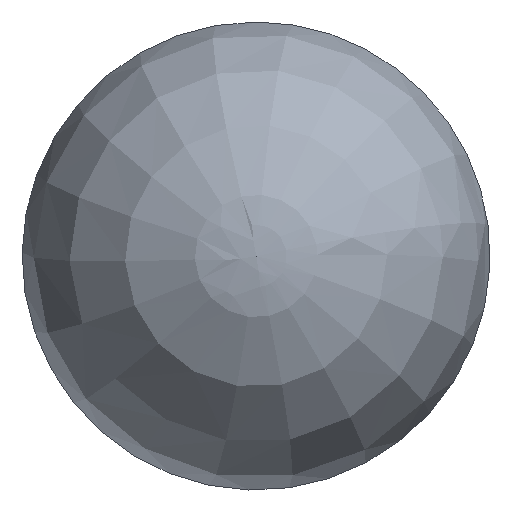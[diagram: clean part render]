
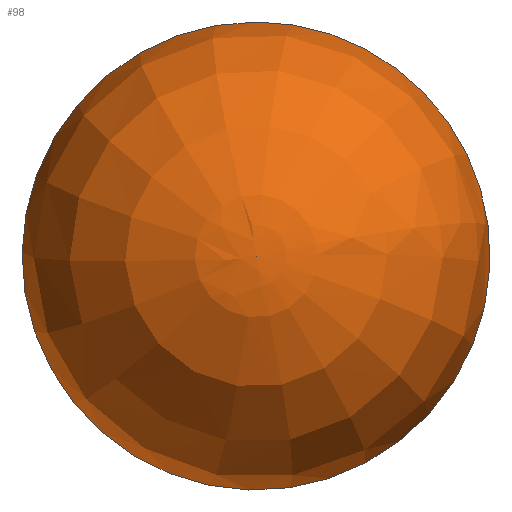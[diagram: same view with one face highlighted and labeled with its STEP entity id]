
A CAD part, left-side view. The second image highlights one B-rep face of the part: STEP entity #98.
In plain terms, the highlighted face is a revolution surface.
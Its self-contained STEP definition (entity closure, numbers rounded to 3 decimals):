
#65=SURFACE_OF_REVOLUTION('',#73,#69);
#69=AXIS1_PLACEMENT('',#301,#232);
#73=B_SPLINE_CURVE_WITH_KNOTS('',3,(#283,#284,#285,#286,#287,#288,#289,
#290,#291,#292,#293,#294,#295,#296,#297,#298,#299,#300),.UNSPECIFIED.,.F.,
 .F.,(4,2,2,2,2,2,2,2,4),(0.,0.125,0.25,0.375,
0.5,0.625,0.75,0.875,1.),
 .UNSPECIFIED.);
#74=FACE_BOUND('',#96,.T.);
#75=FACE_BOUND('',#117,.T.);
#96=VERTEX_LOOP('',#165);
#98=ADVANCED_FACE('',(#74,#75),#65,.T.);
#117=EDGE_LOOP('',(#141));
#141=ORIENTED_EDGE('',*,*,#178,.T.);
#165=VERTEX_POINT('',#280);
#166=VERTEX_POINT('',#282);
#178=EDGE_CURVE('',#166,#166,#190,.T.);
#190=CIRCLE('',#204,16.128);
#204=AXIS2_PLACEMENT_3D('',#281,#230,#231);
#230=DIRECTION('',(-1.,0.,0.));
#231=DIRECTION('',(0.,0.,1.));
#232=DIRECTION('',(-1.,0.,0.));
#280=CARTESIAN_POINT('',(0.,0.,0.));
#281=CARTESIAN_POINT('',(15.96,0.,0.));
#282=CARTESIAN_POINT('',(15.96,0.,16.128));
#283=CARTESIAN_POINT('',(15.96,-16.,2.032));
#284=CARTESIAN_POINT('',(14.915,-15.997,2.119));
#285=CARTESIAN_POINT('',(13.87,-15.892,2.185));
#286=CARTESIAN_POINT('',(11.82,-15.48,2.27));
#287=CARTESIAN_POINT('',(10.815,-15.173,2.29));
#288=CARTESIAN_POINT('',(8.884,-14.369,2.282));
#289=CARTESIAN_POINT('',(7.959,-13.872,2.255));
#290=CARTESIAN_POINT('',(6.222,-12.708,2.156));
#291=CARTESIAN_POINT('',(5.411,-12.04,2.083));
#292=CARTESIAN_POINT('',(3.934,-10.559,1.895));
#293=CARTESIAN_POINT('',(3.268,-9.747,1.78));
#294=CARTESIAN_POINT('',(2.108,-8.007,1.51));
#295=CARTESIAN_POINT('',(1.614,-7.08,1.357));
#296=CARTESIAN_POINT('',(0.815,-5.148,1.016));
#297=CARTESIAN_POINT('',(0.51,-4.142,0.83));
#298=CARTESIAN_POINT('',(0.103,-2.091,0.432));
#299=CARTESIAN_POINT('',(0.,-1.046,0.22));
#300=CARTESIAN_POINT('',(0.,0.,0.));
#301=CARTESIAN_POINT('',(0.,0.,0.));
